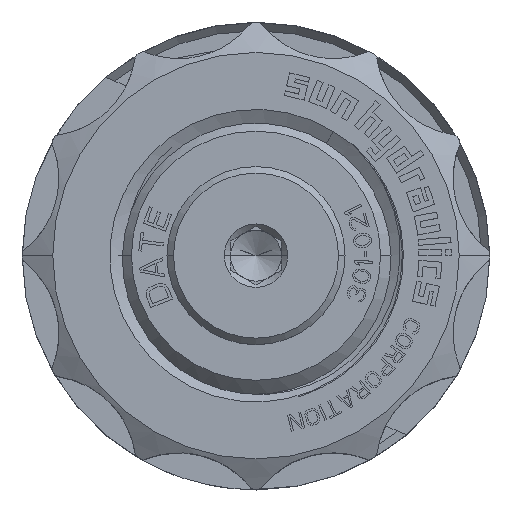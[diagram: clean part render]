
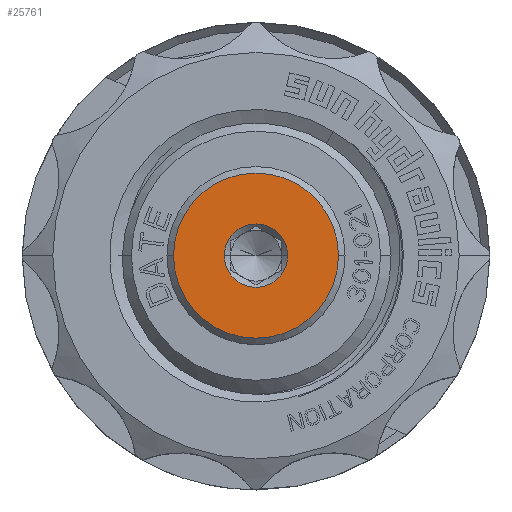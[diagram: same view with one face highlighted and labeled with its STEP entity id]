
A CAD part, top view. The second image highlights one B-rep face of the part: STEP entity #25761.
In plain terms, the highlighted planar face has unit normal (0, 0, 1).
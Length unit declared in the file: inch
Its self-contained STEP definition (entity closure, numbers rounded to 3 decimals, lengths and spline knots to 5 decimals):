
#10892=CARTESIAN_POINT('',(0.,0.,5.013));
#10893=DIRECTION('',(0.,0.,-1.));
#10894=DIRECTION('',(1.,0.,0.));
#10895=AXIS2_PLACEMENT_3D('',#10892,#10893,#10894);
#10902=CARTESIAN_POINT('',(0.,0.,5.013));
#10903=DIRECTION('',(0.,0.,1.));
#10904=DIRECTION('',(-1.,0.,0.));
#10905=AXIS2_PLACEMENT_3D('',#10902,#10903,#10904);
#10907=CARTESIAN_POINT('',(0.,0.,5.013));
#10908=DIRECTION('',(0.,0.,1.));
#10909=DIRECTION('',(1.,0.,0.));
#10910=AXIS2_PLACEMENT_3D('',#10907,#10908,#10909);
#10912=CARTESIAN_POINT('',(0.,0.,5.013));
#10913=DIRECTION('',(0.,0.,-1.));
#10914=DIRECTION('',(-1.,0.,0.));
#10915=AXIS2_PLACEMENT_3D('',#10912,#10913,#10914);
#18890=CARTESIAN_POINT('',(0.203,0.,5.013));
#18891=CARTESIAN_POINT('',(-0.203,0.,5.013));
#18892=VERTEX_POINT('',#18890);
#18893=VERTEX_POINT('',#18891);
#18902=CARTESIAN_POINT('',(-0.078,0.,5.013));
#18903=CARTESIAN_POINT('',(0.078,0.,5.013));
#18904=VERTEX_POINT('',#18902);
#18905=VERTEX_POINT('',#18903);
#25745=CARTESIAN_POINT('',(0.,0.,5.013));
#25746=DIRECTION('',(0.,0.,-1.));
#25747=DIRECTION('',(1.,0.,0.));
#25748=AXIS2_PLACEMENT_3D('',#25745,#25746,#25747);
#25749=PLANE('',#25748);
#25750=ORIENTED_EDGE('',*,*,#25735,.T.);
#25752=ORIENTED_EDGE('',*,*,#25751,.T.);
#25753=EDGE_LOOP('',(#25750,#25752));
#25754=FACE_OUTER_BOUND('',#25753,.F.);
#25756=ORIENTED_EDGE('',*,*,#25755,.T.);
#25758=ORIENTED_EDGE('',*,*,#25757,.T.);
#25759=EDGE_LOOP('',(#25756,#25758));
#25760=FACE_BOUND('',#25759,.F.);
#25761=ADVANCED_FACE('',(#25754,#25760),#25749,.F.);
#10896=CIRCLE('',#10895,0.203);
#10906=CIRCLE('',#10905,0.078);
#10911=CIRCLE('',#10910,0.078);
#10916=CIRCLE('',#10915,0.203);
#25735=EDGE_CURVE('',#18892,#18893,#10896,.T.);
#25751=EDGE_CURVE('',#18893,#18892,#10916,.T.);
#25755=EDGE_CURVE('',#18904,#18905,#10906,.T.);
#25757=EDGE_CURVE('',#18905,#18904,#10911,.T.);
